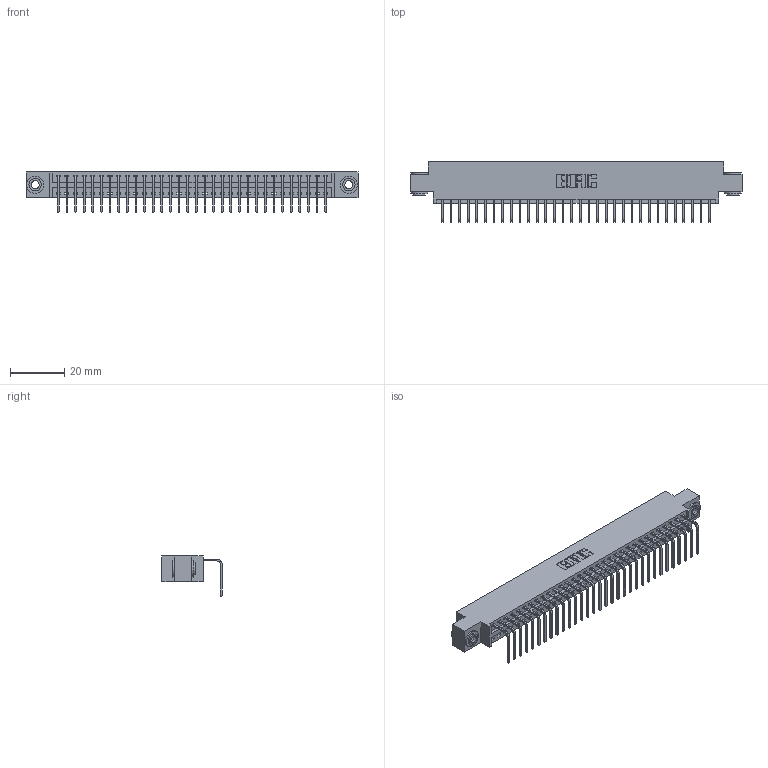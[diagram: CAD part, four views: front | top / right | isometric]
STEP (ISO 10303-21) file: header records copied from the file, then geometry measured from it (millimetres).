
FILE_DESCRIPTION (( 'STEP AP203' ), '1' );
FILE_NAME ('346-032-558-603.STEP', '2018-08-22T10:00:26', ( '' ), ( '' ), 'SwSTEP 2.0', 'SolidWorks 2016', '' );
FILE_SCHEMA (( 'CONFIG_CONTROL_DESIGN' ));
Length unit declared in the file: inch
Products named in the file (4): 345-292-001_558 Tail - 2; 345-250-002_345-250-002-102; 346-032-558-603; 346 Part_0.170 Offset - 0.156 Dia-TH
Assembly tree (35 placements, depth 2):
  346-032-558-603
    346 Part_0.170 Offset - 0.156 Dia-TH
    345-292-001_558 Tail - 2  x32
    345-250-002_345-250-002-102  x2
Bounding box: 122.17 x 22.16 x 14.73 mm (x, y, z)
Volume: 11597.3 mm3; surface area: 15402.7 mm2
Topology: 35 solids, 35 shells, 2084 faces, 6241 edges, 4114 vertices
Faces by surface type: plane 1434, cylinder 642, cone 8
Entity records: 22072 total; most frequent: CARTESIAN_POINT 3767, ORIENTED_EDGE 3726, DIRECTION 3365, EDGE_CURVE 1863, VECTOR 1579, LINE 1579, VERTEX_POINT 1238, AXIS2_PLACEMENT_3D 893
